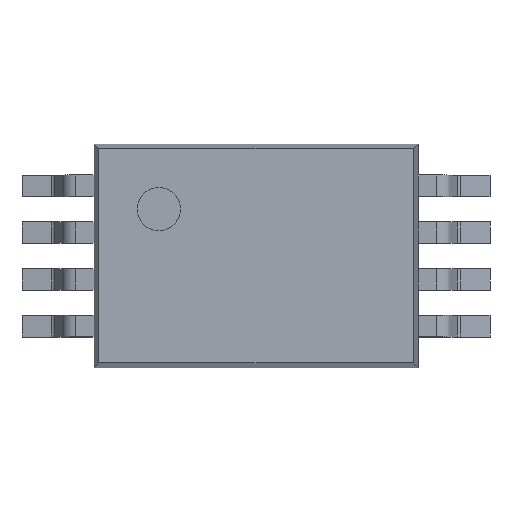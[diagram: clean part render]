
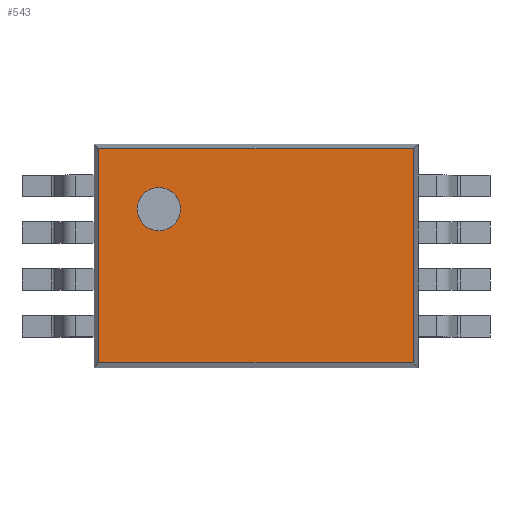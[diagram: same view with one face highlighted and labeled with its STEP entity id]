
A CAD part, top view. The second image highlights one B-rep face of the part: STEP entity #543.
In plain terms, the highlighted planar face has unit normal (0, 0, 1).
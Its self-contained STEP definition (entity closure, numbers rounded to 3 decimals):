
#24 = VERTEX_POINT('',#25);
#25 = CARTESIAN_POINT('',(-1.05,0.65,1.2));
#31 = EDGE_CURVE('',#32,#24,#34,.T.);
#32 = VERTEX_POINT('',#33);
#33 = CARTESIAN_POINT('',(-1.65,0.65,1.2));
#34 = CIRCLE('',#35,0.3);
#35 = AXIS2_PLACEMENT_3D('',#36,#37,#38);
#36 = CARTESIAN_POINT('',(-1.35,0.65,1.2));
#37 = DIRECTION('',(0.,0.,1.));
#38 = DIRECTION('',(1.,0.,0.));
#543 = ADVANCED_FACE('',(#544,#554),#588,.T.);
#544 = FACE_BOUND('',#545,.T.);
#545 = EDGE_LOOP('',(#546,#553));
#546 = ORIENTED_EDGE('',*,*,#547,.F.);
#547 = EDGE_CURVE('',#24,#32,#548,.T.);
#548 = CIRCLE('',#549,0.3);
#549 = AXIS2_PLACEMENT_3D('',#550,#551,#552);
#550 = CARTESIAN_POINT('',(-1.35,0.65,1.2));
#551 = DIRECTION('',(0.,0.,1.));
#552 = DIRECTION('',(1.,0.,0.));
#553 = ORIENTED_EDGE('',*,*,#31,.F.);
#554 = FACE_BOUND('',#555,.T.);
#555 = EDGE_LOOP('',(#556,#566,#574,#582));
#556 = ORIENTED_EDGE('',*,*,#557,.T.);
#557 = EDGE_CURVE('',#558,#560,#562,.T.);
#558 = VERTEX_POINT('',#559);
#559 = CARTESIAN_POINT('',(2.187,1.487,1.2));
#560 = VERTEX_POINT('',#561);
#561 = CARTESIAN_POINT('',(-2.187,1.487,1.2));
#562 = LINE('',#563,#564);
#563 = CARTESIAN_POINT('',(-2.25,1.487,1.2));
#564 = VECTOR('',#565,1.);
#565 = DIRECTION('',(-1.,0.,0.));
#566 = ORIENTED_EDGE('',*,*,#567,.T.);
#567 = EDGE_CURVE('',#560,#568,#570,.T.);
#568 = VERTEX_POINT('',#569);
#569 = CARTESIAN_POINT('',(-2.187,-1.487,1.2));
#570 = LINE('',#571,#572);
#571 = CARTESIAN_POINT('',(-2.187,-1.55,1.2));
#572 = VECTOR('',#573,1.);
#573 = DIRECTION('',(0.,-1.,0.));
#574 = ORIENTED_EDGE('',*,*,#575,.T.);
#575 = EDGE_CURVE('',#568,#576,#578,.T.);
#576 = VERTEX_POINT('',#577);
#577 = CARTESIAN_POINT('',(2.187,-1.487,1.2));
#578 = LINE('',#579,#580);
#579 = CARTESIAN_POINT('',(2.25,-1.487,1.2));
#580 = VECTOR('',#581,1.);
#581 = DIRECTION('',(1.,0.,0.));
#582 = ORIENTED_EDGE('',*,*,#583,.T.);
#583 = EDGE_CURVE('',#576,#558,#584,.T.);
#584 = LINE('',#585,#586);
#585 = CARTESIAN_POINT('',(2.187,1.55,1.2));
#586 = VECTOR('',#587,1.);
#587 = DIRECTION('',(0.,1.,0.));
#588 = PLANE('',#589);
#589 = AXIS2_PLACEMENT_3D('',#590,#591,#592);
#590 = CARTESIAN_POINT('',(0.,0.,1.2));
#591 = DIRECTION('',(0.,0.,1.));
#592 = DIRECTION('',(1.,0.,0.));
